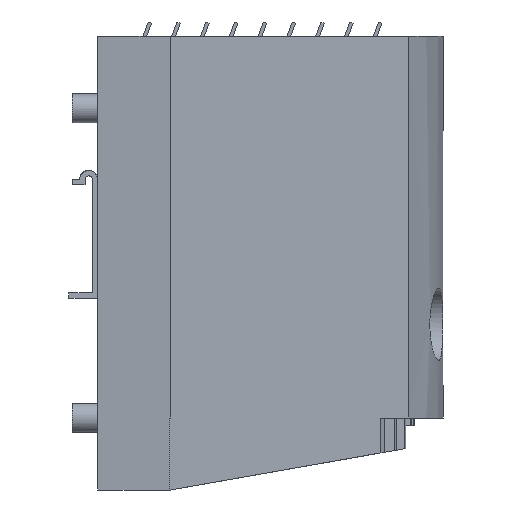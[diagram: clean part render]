
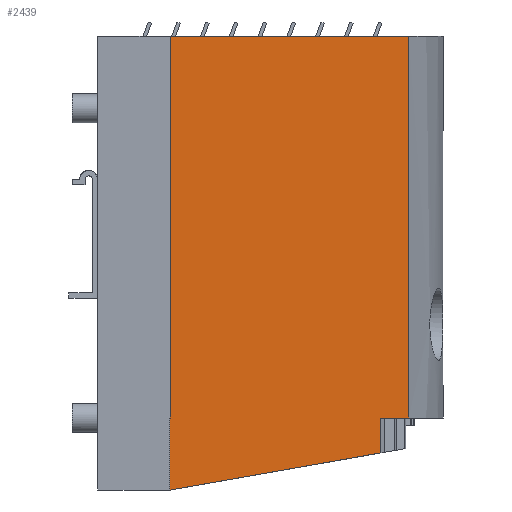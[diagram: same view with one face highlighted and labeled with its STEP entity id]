
A CAD part, left-side view. The second image highlights one B-rep face of the part: STEP entity #2439.
In plain terms, the highlighted planar face has unit normal (-1, 0, 0).
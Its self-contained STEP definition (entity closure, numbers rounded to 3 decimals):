
#4 = B_SPLINE_CURVE_WITH_KNOTS ( 'NONE', 3,
 ( #6979, #1228, #2949, #623 ),
 .UNSPECIFIED., .F., .F.,
 ( 4, 4 ),
 ( 0., 1. ),
 .UNSPECIFIED. ) ;
#24 = VERTEX_POINT ( 'NONE', #223 ) ;
#105 = CARTESIAN_POINT ( 'NONE',  ( -50.038, -106.469, -134.62 ) ) ;
#223 = CARTESIAN_POINT ( 'NONE',  ( -50.038, -25.4, -160.02 ) ) ;
#237 = CARTESIAN_POINT ( 'NONE',  ( -50.038, -81.7, 0. ) ) ;
#375 = B_SPLINE_CURVE_WITH_KNOTS ( 'NONE', 3,
 ( #7096, #4739, #2389, #745 ),
 .UNSPECIFIED., .F., .F.,
 ( 4, 4 ),
 ( 0., 1. ),
 .UNSPECIFIED. ) ;
#421 = CARTESIAN_POINT ( 'NONE',  ( -50.038, -25.625, 0. ) ) ;
#545 = CARTESIAN_POINT ( 'NONE',  ( -50.038, -25.654, -160.02 ) ) ;
#565 = VERTEX_POINT ( 'NONE', #3272 ) ;
#623 = CARTESIAN_POINT ( 'NONE',  ( -50.038, -25.654, -160.02 ) ) ;
#628 = B_SPLINE_CURVE_WITH_KNOTS ( 'NONE', 3,
 ( #5682, #1091, #6314, #5827 ),
 .UNSPECIFIED., .F., .F.,
 ( 4, 4 ),
 ( 0., 1. ),
 .UNSPECIFIED. ) ;
#629 = CARTESIAN_POINT ( 'NONE',  ( -50.038, -99.932, -134.62 ) ) ;
#640 = VERTEX_POINT ( 'NONE', #3409 ) ;
#710 = B_SPLINE_CURVE_WITH_KNOTS ( 'NONE', 3,
 ( #4552, #105, #6428, #629 ),
 .UNSPECIFIED., .F., .F.,
 ( 4, 4 ),
 ( 0., 1. ),
 .UNSPECIFIED. ) ;
#745 = CARTESIAN_POINT ( 'NONE',  ( -50.038, -109.738, 0. ) ) ;
#760 = VERTEX_POINT ( 'NONE', #5297 ) ;
#925 = ORIENTED_EDGE ( 'NONE', *, *, #7425, .T. ) ;
#960 = CARTESIAN_POINT ( 'NONE',  ( -50.038, -25.625, 0. ) ) ;
#989 = EDGE_CURVE ( 'NONE', #3120, #565, #710, .T. ) ;
#1011 = B_SPLINE_CURVE_WITH_KNOTS ( 'NONE', 3,
 ( #2640, #3726, #6676, #960 ),
 .UNSPECIFIED., .F., .F.,
 ( 4, 4 ),
 ( 0., 1. ),
 .UNSPECIFIED. ) ;
#1052 = PLANE ( 'NONE',  #4702 ) ;
#1091 = CARTESIAN_POINT ( 'NONE',  ( -50.038, -25.4, -143.087 ) ) ;
#1228 = CARTESIAN_POINT ( 'NONE',  ( -50.038, -75.173, -151.288 ) ) ;
#1268 = B_SPLINE_CURVE_WITH_KNOTS ( 'NONE', 3,
 ( #3142, #3729, #4313, #4885 ),
 .UNSPECIFIED., .F., .F.,
 ( 4, 4 ),
 ( 0., 1. ),
 .UNSPECIFIED. ) ;
#1647 = CARTESIAN_POINT ( 'NONE',  ( -50.038, -99.932, -146.923 ) ) ;
#1676 = ORIENTED_EDGE ( 'NONE', *, *, #2225, .T. ) ;
#1887 = CARTESIAN_POINT ( 'NONE',  ( -50.038, -53.662, 0. ) ) ;
#2208 = CARTESIAN_POINT ( 'NONE',  ( -50.038, -25.625, 0. ) ) ;
#2225 = EDGE_CURVE ( 'NONE', #3120, #5773, #375, .T. ) ;
#2389 = CARTESIAN_POINT ( 'NONE',  ( -50.038, -109.738, -44.873 ) ) ;
#2439 = ADVANCED_FACE ( 'NONE', ( #3932 ), #1052, .T. ) ;
#2473 = EDGE_CURVE ( 'NONE', #24, #640, #6382, .T. ) ;
#2489 = ORIENTED_EDGE ( 'NONE', *, *, #6613, .T. ) ;
#2640 = CARTESIAN_POINT ( 'NONE',  ( -50.038, -25.625, -134.62 ) ) ;
#2728 = EDGE_CURVE ( 'NONE', #4806, #6523, #1011, .T. ) ;
#2874 = EDGE_CURVE ( 'NONE', #6572, #640, #4, .T. ) ;
#2902 = ORIENTED_EDGE ( 'NONE', *, *, #2728, .F. ) ;
#2949 = CARTESIAN_POINT ( 'NONE',  ( -50.038, -50.413, -155.654 ) ) ;
#3120 = VERTEX_POINT ( 'NONE', #5132 ) ;
#3142 = CARTESIAN_POINT ( 'NONE',  ( -50.038, -25.625, -134.62 ) ) ;
#3272 = CARTESIAN_POINT ( 'NONE',  ( -50.038, -99.932, -134.62 ) ) ;
#3315 = B_SPLINE_CURVE_WITH_KNOTS ( 'NONE', 3,
 ( #4837, #237, #1887, #5385 ),
 .UNSPECIFIED., .F., .F.,
 ( 4, 4 ),
 ( 0., 1. ),
 .UNSPECIFIED. ) ;
#3409 = CARTESIAN_POINT ( 'NONE',  ( -50.038, -25.654, -160.02 ) ) ;
#3726 = CARTESIAN_POINT ( 'NONE',  ( -50.038, -25.625, -89.747 ) ) ;
#3729 = CARTESIAN_POINT ( 'NONE',  ( -50.038, -25.55, -134.62 ) ) ;
#3932 = FACE_OUTER_BOUND ( 'NONE', #4995, .T. ) ;
#3967 = CARTESIAN_POINT ( 'NONE',  ( -50.038, -99.932, -142.822 ) ) ;
#4313 = CARTESIAN_POINT ( 'NONE',  ( -50.038, -25.475, -134.62 ) ) ;
#4544 = CARTESIAN_POINT ( 'NONE',  ( -50.038, -99.932, -134.62 ) ) ;
#4552 = CARTESIAN_POINT ( 'NONE',  ( -50.038, -109.738, -134.62 ) ) ;
#4702 = AXIS2_PLACEMENT_3D ( 'NONE', #2208, #5672, #6760 ) ;
#4739 = CARTESIAN_POINT ( 'NONE',  ( -50.038, -109.738, -89.747 ) ) ;
#4806 = VERTEX_POINT ( 'NONE', #6447 ) ;
#4837 = CARTESIAN_POINT ( 'NONE',  ( -50.038, -109.738, 0. ) ) ;
#4885 = CARTESIAN_POINT ( 'NONE',  ( -50.038, -25.4, -134.62 ) ) ;
#4995 = EDGE_LOOP ( 'NONE', ( #7376, #6449, #5204, #5553, #1676, #925, #2902, #5314, #2489 ) ) ;
#5067 = CARTESIAN_POINT ( 'NONE',  ( -50.038, -25.569, -160.02 ) ) ;
#5132 = CARTESIAN_POINT ( 'NONE',  ( -50.038, -109.738, -134.62 ) ) ;
#5204 = ORIENTED_EDGE ( 'NONE', *, *, #6907, .F. ) ;
#5249 = CARTESIAN_POINT ( 'NONE',  ( -50.038, -99.932, -138.721 ) ) ;
#5297 = CARTESIAN_POINT ( 'NONE',  ( -50.038, -25.4, -134.62 ) ) ;
#5314 = ORIENTED_EDGE ( 'NONE', *, *, #5695, .T. ) ;
#5385 = CARTESIAN_POINT ( 'NONE',  ( -50.038, -25.625, 0. ) ) ;
#5553 = ORIENTED_EDGE ( 'NONE', *, *, #989, .F. ) ;
#5672 = DIRECTION ( 'NONE',  ( -1., 0., 0. ) ) ;
#5682 = CARTESIAN_POINT ( 'NONE',  ( -50.038, -25.4, -134.62 ) ) ;
#5695 = EDGE_CURVE ( 'NONE', #4806, #760, #1268, .T. ) ;
#5702 = CARTESIAN_POINT ( 'NONE',  ( -50.038, -25.485, -160.02 ) ) ;
#5773 = VERTEX_POINT ( 'NONE', #6533 ) ;
#5777 = CARTESIAN_POINT ( 'NONE',  ( -50.038, -99.932, -146.923 ) ) ;
#5827 = CARTESIAN_POINT ( 'NONE',  ( -50.038, -25.4, -160.02 ) ) ;
#6314 = CARTESIAN_POINT ( 'NONE',  ( -50.038, -25.4, -151.553 ) ) ;
#6382 = B_SPLINE_CURVE_WITH_KNOTS ( 'NONE', 3,
 ( #6897, #5702, #5067, #545 ),
 .UNSPECIFIED., .F., .F.,
 ( 4, 4 ),
 ( 0., 1. ),
 .UNSPECIFIED. ) ;
#6428 = CARTESIAN_POINT ( 'NONE',  ( -50.038, -103.201, -134.62 ) ) ;
#6447 = CARTESIAN_POINT ( 'NONE',  ( -50.038, -25.625, -134.62 ) ) ;
#6449 = ORIENTED_EDGE ( 'NONE', *, *, #2874, .F. ) ;
#6523 = VERTEX_POINT ( 'NONE', #421 ) ;
#6533 = CARTESIAN_POINT ( 'NONE',  ( -50.038, -109.738, 0. ) ) ;
#6572 = VERTEX_POINT ( 'NONE', #1647 ) ;
#6613 = EDGE_CURVE ( 'NONE', #760, #24, #628, .T. ) ;
#6676 = CARTESIAN_POINT ( 'NONE',  ( -50.038, -25.625, -44.873 ) ) ;
#6760 = DIRECTION ( 'NONE',  ( 0., 0., 1. ) ) ;
#6897 = CARTESIAN_POINT ( 'NONE',  ( -50.038, -25.4, -160.02 ) ) ;
#6907 = EDGE_CURVE ( 'NONE', #565, #6572, #7272, .T. ) ;
#6979 = CARTESIAN_POINT ( 'NONE',  ( -50.038, -99.932, -146.923 ) ) ;
#7096 = CARTESIAN_POINT ( 'NONE',  ( -50.038, -109.738, -134.62 ) ) ;
#7272 = B_SPLINE_CURVE_WITH_KNOTS ( 'NONE', 3,
 ( #4544, #5249, #3967, #5777 ),
 .UNSPECIFIED., .F., .F.,
 ( 4, 4 ),
 ( 0., 1. ),
 .UNSPECIFIED. ) ;
#7376 = ORIENTED_EDGE ( 'NONE', *, *, #2473, .T. ) ;
#7425 = EDGE_CURVE ( 'NONE', #5773, #6523, #3315, .T. ) ;
